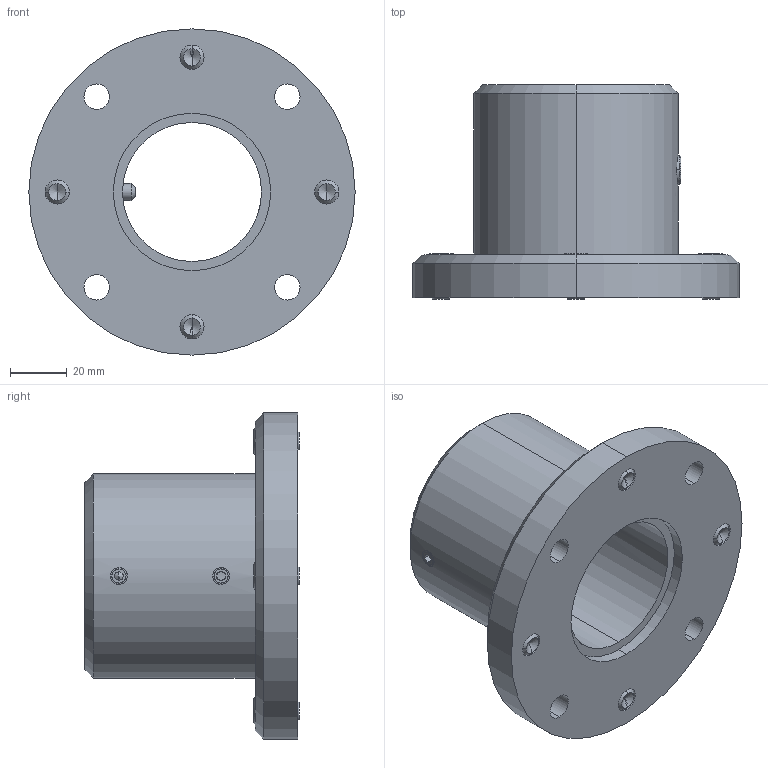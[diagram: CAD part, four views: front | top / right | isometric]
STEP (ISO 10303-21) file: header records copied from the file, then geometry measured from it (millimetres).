
FILE_DESCRIPTION (( 'STEP AP214' ), '1' );
FILE_NAME ('7595-7401-26-01.STEP', '2016-11-08T07:44:55', ( '' ), ( '' ), 'SwSTEP 2.0', 'SolidWorks 2014', '' );
FILE_SCHEMA (( 'AUTOMOTIVE_DESIGN' ));
Length unit declared in the file: millimetre
Products named in the file (1): 7595-7401-26-01
Bounding box: 115 x 75.52 x 115 mm (x, y, z)
Surface area: 51409.3 mm2 (no closed solid volume)
Topology: 0 solids, 14 shells, 137 faces, 375 edges, 244 vertices
Faces by surface type: plane 55, cone 40, cylinder 40, bspline 2
Entity records: 6806 total; most frequent: CARTESIAN_POINT 1863, DIRECTION 715, ORIENTED_EDGE 640, EDGE_CURVE 363, AXIS2_PLACEMENT_3D 256, VERTEX_POINT 244, VECTOR 203, LINE 203
